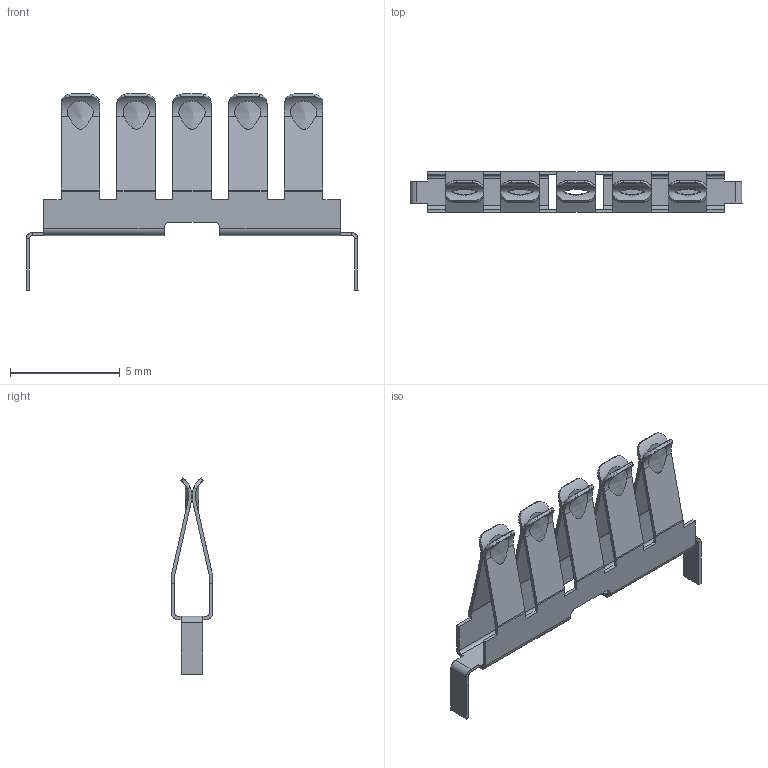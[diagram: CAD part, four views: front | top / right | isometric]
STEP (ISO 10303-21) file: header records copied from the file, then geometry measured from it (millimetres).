
FILE_DESCRIPTION(/* description */ (''),/* implementation_level */ '2;1');
FILE_NAME(/* name */ 'bbSimple v8.step',/* time_stamp */ '2023-05-13T16:30:56-07:00',/* author */ (''),/* organization */ (''),/* preprocessor_version */ 'ST-DEVELOPER v19.2',/* originating_system */ 'Autodesk Translation Framework v12.4.0.73',/* authorisation */ '');
FILE_SCHEMA (('AUTOMOTIVE_DESIGN { 1 0 10303 214 3 1 1 }'));
Length unit declared in the file: millimetre
Products named in the file (1): bbSimple
Bounding box: 15.1 x 1.86 x 8.92 mm (x, y, z)
Volume: 22.1 mm3; surface area: 319.1 mm2
Topology: 1 solids, 1 shells, 340 faces, 852 edges, 532 vertices
Faces by surface type: plane 204, cylinder 86, bspline 50
Entity records: 13287 total; most frequent: CARTESIAN_POINT 5695, ORIENTED_EDGE 1704, DIRECTION 1310, EDGE_CURVE 852, LINE 560, VECTOR 560, VERTEX_POINT 532, AXIS2_PLACEMENT_3D 375
